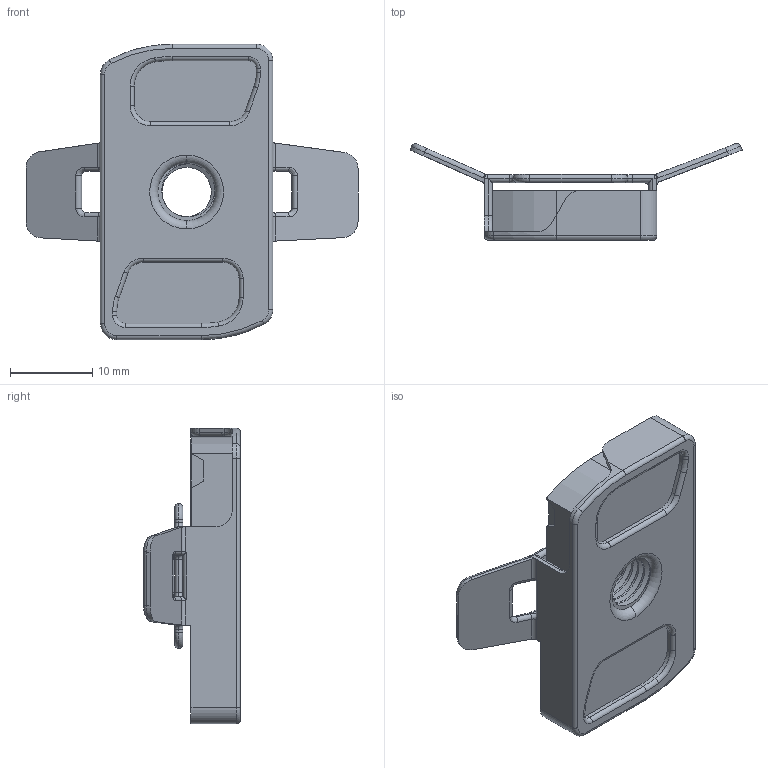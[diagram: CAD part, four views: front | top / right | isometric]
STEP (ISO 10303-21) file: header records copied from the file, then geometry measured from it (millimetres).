
FILE_DESCRIPTION (( 'STEP AP203' ), '1' );
FILE_NAME ('3D-R6640_M6_173486800.STEP', '2024-08-28T05:41:45', ( '' ), ( '' ), 'SwSTEP 2.0', 'SolidWorks 2024', '' );
FILE_SCHEMA (( 'CONFIG_CONTROL_DESIGN' ));
Length unit declared in the file: millimetre
Products named in the file (1): 3D-R6640_M6_173486800
Bounding box: 40.46 x 11.78 x 36 mm (x, y, z)
Volume: 4188.3 mm3; surface area: 4963.2 mm2
Topology: 2 solids, 2 shells, 359 faces, 917 edges, 561 vertices
Faces by surface type: plane 136, cylinder 132, torus 63, bspline 28
Entity records: 12794 total; most frequent: CARTESIAN_POINT 4241, ORIENTED_EDGE 1824, DIRECTION 1756, EDGE_CURVE 912, AXIS2_PLACEMENT_3D 627, VERTEX_POINT 561, LINE 502, VECTOR 502
